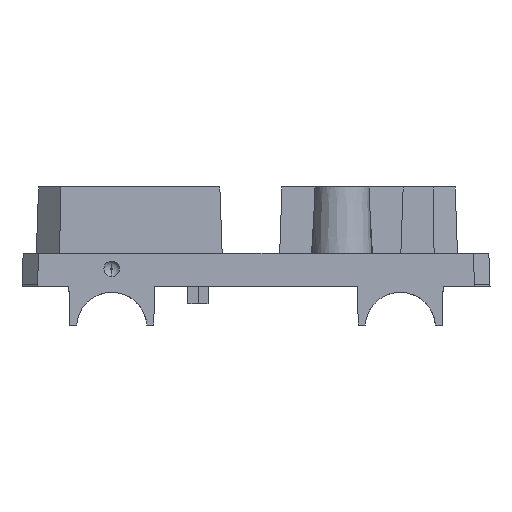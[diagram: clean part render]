
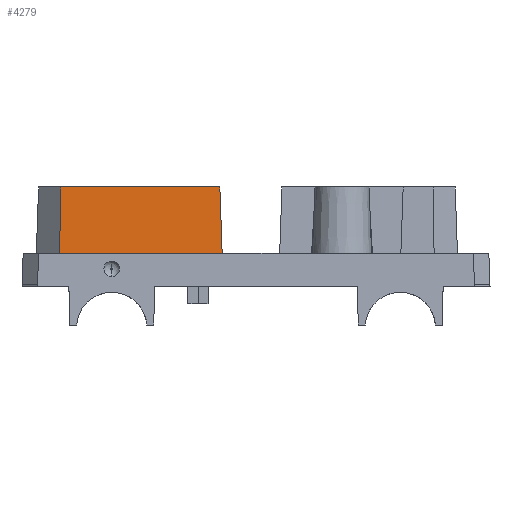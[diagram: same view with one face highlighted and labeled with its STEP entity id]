
A CAD part, left-side view. The second image highlights one B-rep face of the part: STEP entity #4279.
In plain terms, the highlighted planar face has unit normal (-0.999, 0, 0.035).
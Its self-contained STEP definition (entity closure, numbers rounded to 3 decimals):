
#72 = VECTOR ( 'NONE', #16482, 1000. ) ;
#424 = LINE ( 'NONE', #9125, #72 ) ;
#1207 = DIRECTION ( 'NONE',  ( -0.035, 0.014, -0.999 ) ) ;
#1819 = ORIENTED_EDGE ( 'NONE', *, *, #9979, .T. ) ;
#2744 = VERTEX_POINT ( 'NONE', #12913 ) ;
#2752 = ORIENTED_EDGE ( 'NONE', *, *, #15471, .T. ) ;
#2763 = CARTESIAN_POINT ( 'NONE',  ( -32.125, 26.513, 0.726 ) ) ;
#2866 = LINE ( 'NONE', #2763, #12633 ) ;
#3005 = VERTEX_POINT ( 'NONE', #18448 ) ;
#3118 = CARTESIAN_POINT ( 'NONE',  ( -31.853, 47.197, 8.5 ) ) ;
#4279 = ADVANCED_FACE ( 'NONE', ( #10850 ), #11035, .T. ) ;
#5020 = CARTESIAN_POINT ( 'NONE',  ( -32.15, 47.32, 0. ) ) ;
#5055 = CARTESIAN_POINT ( 'NONE',  ( -31.853, 26.785, 8.5 ) ) ;
#5248 = VECTOR ( 'NONE', #8557, 1000. ) ;
#8557 = DIRECTION ( 'NONE',  ( 0., -1., 0. ) ) ;
#8594 = DIRECTION ( 'NONE',  ( 0.035, 0.035, 0.999 ) ) ;
#9125 = CARTESIAN_POINT ( 'NONE',  ( -31.853, 47.32, 8.5 ) ) ;
#9979 = EDGE_CURVE ( 'NONE', #3005, #2744, #17537, .T. ) ;
#10054 = ORIENTED_EDGE ( 'NONE', *, *, #17440, .T. ) ;
#10219 = LINE ( 'NONE', #12783, #13386 ) ;
#10383 = EDGE_LOOP ( 'NONE', ( #10054, #17508, #2752, #1819 ) ) ;
#10850 = FACE_OUTER_BOUND ( 'NONE', #10383, .T. ) ;
#11035 = PLANE ( 'NONE',  #14554 ) ;
#11710 = EDGE_CURVE ( 'NONE', #13946, #17673, #424, .T. ) ;
#12633 = VECTOR ( 'NONE', #8594, 1000. ) ;
#12783 = CARTESIAN_POINT ( 'NONE',  ( -32.15, 47.32, 0. ) ) ;
#12913 = CARTESIAN_POINT ( 'NONE',  ( -32.15, 26.488, 0. ) ) ;
#13386 = VECTOR ( 'NONE', #1207, 1000. ) ;
#13946 = VERTEX_POINT ( 'NONE', #3118 ) ;
#14554 = AXIS2_PLACEMENT_3D ( 'NONE', #5020, #16568, #15040 ) ;
#15040 = DIRECTION ( 'NONE',  ( 0.035, 0., 0.999 ) ) ;
#15471 = EDGE_CURVE ( 'NONE', #13946, #3005, #10219, .T. ) ;
#16482 = DIRECTION ( 'NONE',  ( 0., -1., 0. ) ) ;
#16568 = DIRECTION ( 'NONE',  ( -0.999, 0., 0.035 ) ) ;
#17440 = EDGE_CURVE ( 'NONE', #2744, #17673, #2866, .T. ) ;
#17508 = ORIENTED_EDGE ( 'NONE', *, *, #11710, .F. ) ;
#17537 = LINE ( 'NONE', #18789, #5248 ) ;
#17673 = VERTEX_POINT ( 'NONE', #5055 ) ;
#18448 = CARTESIAN_POINT ( 'NONE',  ( -32.15, 47.32, 0. ) ) ;
#18789 = CARTESIAN_POINT ( 'NONE',  ( -32.15, 47.32, 0. ) ) ;
